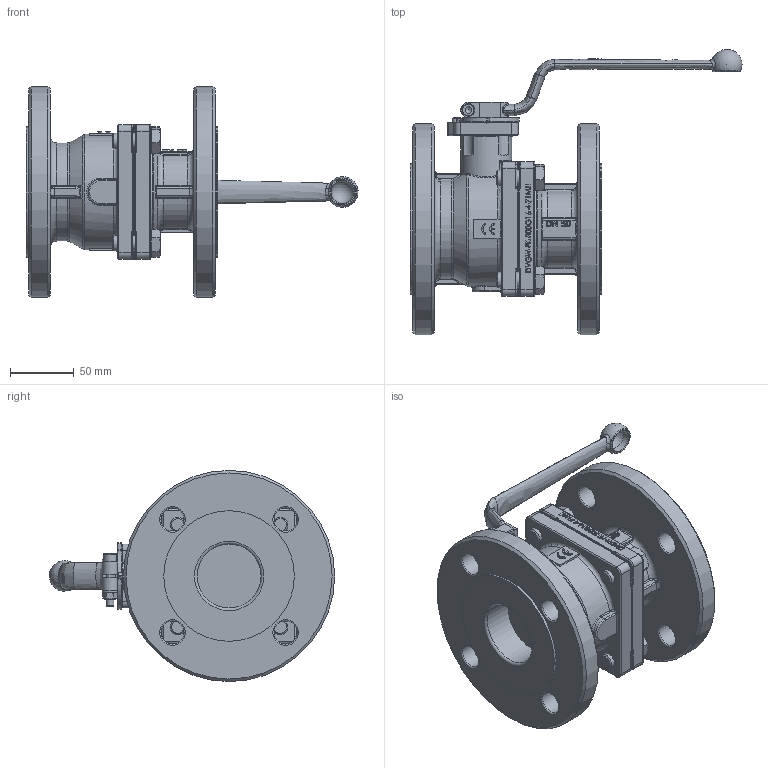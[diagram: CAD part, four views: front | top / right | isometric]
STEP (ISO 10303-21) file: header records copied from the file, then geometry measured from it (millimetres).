
FILE_DESCRIPTION (( 'STEP AP214' ), '1' );
FILE_NAME ('DVGW-FK-200G16-4-71ME 2212.STEP', '2022-12-08T11:27:01', ( '' ), ( '' ), 'SwSTEP 2.0', 'SolidWorks 2019', '' );
FILE_SCHEMA (( 'AUTOMOTIVE_DESIGN' ));
Length unit declared in the file: millimetre
Products named in the file (1): DVGW-FK-200G16-4-71ME 2212
Bounding box: 259.41 x 222.94 x 165 mm (x, y, z)
Volume: 1366718 mm3; surface area: 195500.2 mm2
Topology: 1 solids, 1 shells, 1204 faces, 3047 edges, 1872 vertices
Faces by surface type: plane 444, bspline 294, cylinder 263, torus 124, cone 71, sphere 8
Full cylindrical faces by diameter (mm): 4 x2, 5 x1, 6 x2, 6.5 x2, 7 x4, 10 x1, 11.053 x4, 12 x8, 13 x4, 17.2 x4, 18 x9, 21 x1, 36 x1, 40 x1, 50 x2, 77 x1, 102 x2, 165 x2
Entity records: 53168 total; most frequent: CARTESIAN_POINT 22412, ORIENTED_EDGE 5738, DIRECTION 4293, EDGE_CURVE 2869, VERTEX_POINT 1831, AXIS2_PLACEMENT_3D 1531, EDGE_LOOP 1412, FACE_OUTER_BOUND 1281
